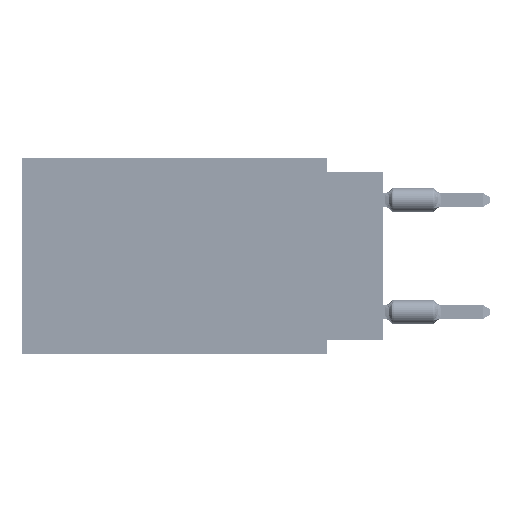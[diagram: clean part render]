
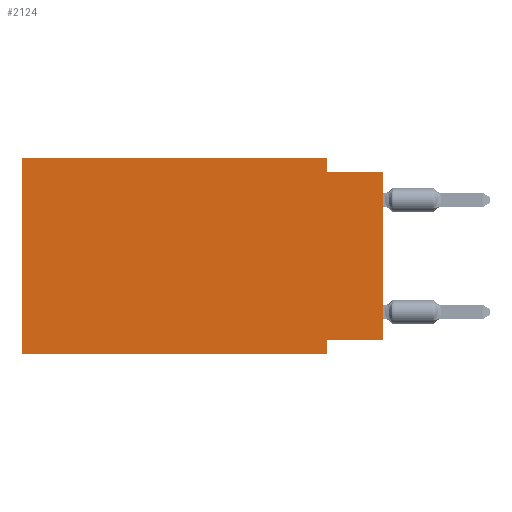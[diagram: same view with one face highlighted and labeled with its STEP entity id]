
A CAD part, left-side view. The second image highlights one B-rep face of the part: STEP entity #2124.
In plain terms, the highlighted planar face has unit normal (-1, 0, 0).
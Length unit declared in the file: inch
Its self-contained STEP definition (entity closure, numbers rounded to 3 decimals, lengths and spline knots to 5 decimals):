
#816 = VERTEX_POINT ( 'NONE', #76907 ) ;
#1349 = CARTESIAN_POINT ( 'NONE',  ( 0., 0.645, -0.35 ) ) ;
#1887 = LINE ( 'NONE', #58064, #81862 ) ;
#2124 = ADVANCED_FACE ( 'NONE', ( #78864 ), #6647, .F. ) ;
#2576 = VECTOR ( 'NONE', #34188, 39.37008 ) ;
#6647 = PLANE ( 'NONE',  #65298 ) ;
#9832 = DIRECTION ( 'NONE',  ( 0., 0., -1. ) ) ;
#11035 = DIRECTION ( 'NONE',  ( 0., 0., -1. ) ) ;
#11871 = CARTESIAN_POINT ( 'NONE',  ( 0., 0.645, 0. ) ) ;
#11939 = CARTESIAN_POINT ( 'NONE',  ( 0., 0.1, 0. ) ) ;
#12794 = LINE ( 'NONE', #29295, #24684 ) ;
#14012 = VERTEX_POINT ( 'NONE', #62081 ) ;
#14797 = CARTESIAN_POINT ( 'NONE',  ( 0., 0.1, -0.35 ) ) ;
#20950 = ORIENTED_EDGE ( 'NONE', *, *, #63044, .T. ) ;
#21567 = DIRECTION ( 'NONE',  ( 0., 1., 0. ) ) ;
#23105 = EDGE_CURVE ( 'NONE', #68516, #42595, #71029, .T. ) ;
#24667 = VECTOR ( 'NONE', #87012, 39.37008 ) ;
#24684 = VECTOR ( 'NONE', #21567, 39.37008 ) ;
#24958 = VECTOR ( 'NONE', #36638, 39.37008 ) ;
#25064 = ORIENTED_EDGE ( 'NONE', *, *, #97735, .F. ) ;
#25366 = EDGE_CURVE ( 'NONE', #14012, #45655, #60352, .T. ) ;
#25775 = ORIENTED_EDGE ( 'NONE', *, *, #25366, .F. ) ;
#26897 = ORIENTED_EDGE ( 'NONE', *, *, #31302, .F. ) ;
#29295 = CARTESIAN_POINT ( 'NONE',  ( 0., 0., -0.325 ) ) ;
#29796 = CARTESIAN_POINT ( 'NONE',  ( 0., 0.1, -0.325 ) ) ;
#31302 = EDGE_CURVE ( 'NONE', #33066, #42595, #66040, .T. ) ;
#33066 = VERTEX_POINT ( 'NONE', #29796 ) ;
#34188 = DIRECTION ( 'NONE',  ( 0., 0., 1. ) ) ;
#36638 = DIRECTION ( 'NONE',  ( 0., -1., 0. ) ) ;
#42595 = VERTEX_POINT ( 'NONE', #14797 ) ;
#43531 = LINE ( 'NONE', #67772, #47539 ) ;
#45655 = VERTEX_POINT ( 'NONE', #11939 ) ;
#46732 = VECTOR ( 'NONE', #51942, 39.37008 ) ;
#47539 = VECTOR ( 'NONE', #11035, 39.37008 ) ;
#47729 = CARTESIAN_POINT ( 'NONE',  ( 0., 0.645, 0. ) ) ;
#50188 = CARTESIAN_POINT ( 'NONE',  ( 0., 0.645, 0. ) ) ;
#51942 = DIRECTION ( 'NONE',  ( 0., 0., 1. ) ) ;
#54630 = DIRECTION ( 'NONE',  ( 1., 0., 0. ) ) ;
#57242 = EDGE_CURVE ( 'NONE', #68516, #14012, #58405, .T. ) ;
#58064 = CARTESIAN_POINT ( 'NONE',  ( 0., 0., -0.025 ) ) ;
#58405 = LINE ( 'NONE', #50188, #2576 ) ;
#59645 = LINE ( 'NONE', #76179, #46732 ) ;
#60352 = LINE ( 'NONE', #11871, #24958 ) ;
#62081 = CARTESIAN_POINT ( 'NONE',  ( 0., 0.645, 0. ) ) ;
#62668 = VERTEX_POINT ( 'NONE', #69572 ) ;
#63044 = EDGE_CURVE ( 'NONE', #816, #80554, #59645, .T. ) ;
#65298 = AXIS2_PLACEMENT_3D ( 'NONE', #47729, #54630, #95355 ) ;
#66040 = LINE ( 'NONE', #96510, #70092 ) ;
#67772 = CARTESIAN_POINT ( 'NONE',  ( 0., 0.1, 0. ) ) ;
#68516 = VERTEX_POINT ( 'NONE', #80885 ) ;
#69572 = CARTESIAN_POINT ( 'NONE',  ( 0., 0.1, -0.025 ) ) ;
#70092 = VECTOR ( 'NONE', #9832, 39.37008 ) ;
#70310 = EDGE_CURVE ( 'NONE', #45655, #62668, #43531, .T. ) ;
#71029 = LINE ( 'NONE', #1349, #24667 ) ;
#76179 = CARTESIAN_POINT ( 'NONE',  ( 0., 0., 0. ) ) ;
#76907 = CARTESIAN_POINT ( 'NONE',  ( 0., 0., -0.325 ) ) ;
#78093 = ORIENTED_EDGE ( 'NONE', *, *, #81672, .F. ) ;
#78864 = FACE_OUTER_BOUND ( 'NONE', #80458, .T. ) ;
#80458 = EDGE_LOOP ( 'NONE', ( #20950, #78093, #87435, #25775, #90674, #97000, #26897, #25064 ) ) ;
#80554 = VERTEX_POINT ( 'NONE', #95861 ) ;
#80885 = CARTESIAN_POINT ( 'NONE',  ( 0., 0.645, -0.35 ) ) ;
#81672 = EDGE_CURVE ( 'NONE', #62668, #80554, #1887, .T. ) ;
#81862 = VECTOR ( 'NONE', #90576, 39.37008 ) ;
#87012 = DIRECTION ( 'NONE',  ( 0., -1., 0. ) ) ;
#87435 = ORIENTED_EDGE ( 'NONE', *, *, #70310, .F. ) ;
#90576 = DIRECTION ( 'NONE',  ( 0., -1., 0. ) ) ;
#90674 = ORIENTED_EDGE ( 'NONE', *, *, #57242, .F. ) ;
#95355 = DIRECTION ( 'NONE',  ( 0., 0., -1. ) ) ;
#95861 = CARTESIAN_POINT ( 'NONE',  ( 0., 0., -0.025 ) ) ;
#96510 = CARTESIAN_POINT ( 'NONE',  ( 0., 0.1, -0.35 ) ) ;
#97000 = ORIENTED_EDGE ( 'NONE', *, *, #23105, .T. ) ;
#97735 = EDGE_CURVE ( 'NONE', #816, #33066, #12794, .T. ) ;
